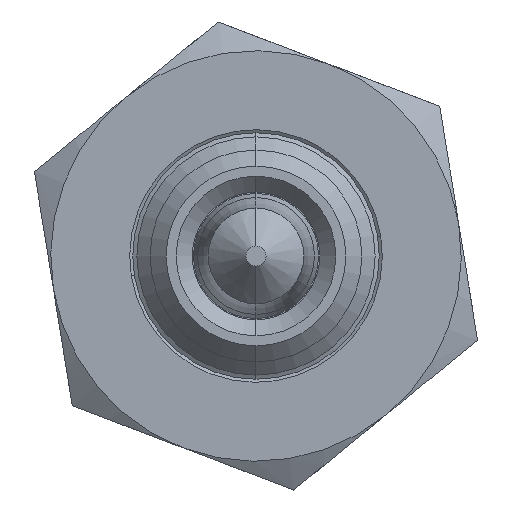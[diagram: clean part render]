
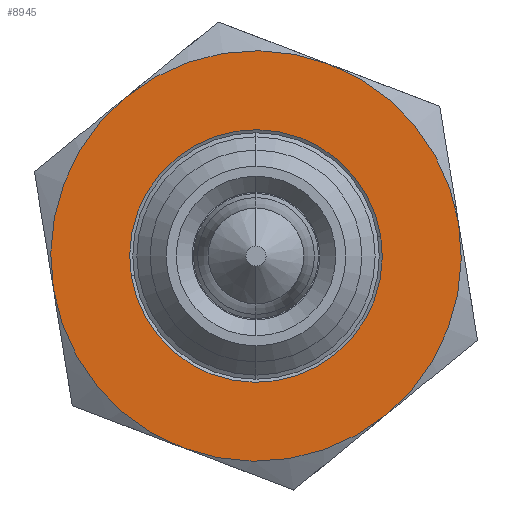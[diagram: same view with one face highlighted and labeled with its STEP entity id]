
A CAD part, left-side view. The second image highlights one B-rep face of the part: STEP entity #8945.
In plain terms, the highlighted face is planar.
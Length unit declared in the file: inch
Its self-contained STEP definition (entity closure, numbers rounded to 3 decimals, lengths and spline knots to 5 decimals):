
#1219 = VERTEX_POINT ( 'NONE', #7216 ) ;
#1220 = VERTEX_POINT ( 'NONE', #7215 ) ;
#1223 = VERTEX_POINT ( 'NONE', #5724 ) ;
#1224 = VERTEX_POINT ( 'NONE', #5722 ) ;
#1226 = VERTEX_POINT ( 'NONE', #5718 ) ;
#1227 = VERTEX_POINT ( 'NONE', #5717 ) ;
#1228 = VERTEX_POINT ( 'NONE', #5716 ) ;
#1232 = VERTEX_POINT ( 'NONE', #5712 ) ;
#3981 = AXIS2_PLACEMENT_3D ( 'NONE', #8337, #8336, #8335 ) ;
#4234 = CIRCLE ( 'NONE', #4613, 0.25591 ) ;
#4238 = CIRCLE ( 'NONE', #3981, 0.25591 ) ;
#4248 = CIRCLE ( 'NONE', #4269, 0.15748 ) ;
#4269 = AXIS2_PLACEMENT_3D ( 'NONE', #8078, #8077, #8213 ) ;
#4320 = CIRCLE ( 'NONE', #4555, 0.25591 ) ;
#4324 = CIRCLE ( 'NONE', #4335, 0.25591 ) ;
#4332 = CIRCLE ( 'NONE', #4767, 0.25591 ) ;
#4333 = CIRCLE ( 'NONE', #4413, 0.25591 ) ;
#4335 = AXIS2_PLACEMENT_3D ( 'NONE', #8326, #8324, #8323 ) ;
#4336 = CIRCLE ( 'NONE', #4749, 0.15748 ) ;
#4413 = AXIS2_PLACEMENT_3D ( 'NONE', #8334, #8332, #8331 ) ;
#4542 = AXIS2_PLACEMENT_3D ( 'NONE', #7866, #7859, #7857 ) ;
#4555 = AXIS2_PLACEMENT_3D ( 'NONE', #8321, #8320, #8319 ) ;
#4613 = AXIS2_PLACEMENT_3D ( 'NONE', #8329, #8328, #8327 ) ;
#4749 = AXIS2_PLACEMENT_3D ( 'NONE', #8311, #8309, #8307 ) ;
#4767 = AXIS2_PLACEMENT_3D ( 'NONE', #8316, #8315, #8314 ) ;
#5712 = CARTESIAN_POINT ( 'NONE',  ( 0.12795, 0.22162, 0. ) ) ;
#5716 = CARTESIAN_POINT ( 'NONE',  ( 0.12795, -0.22162, 0. ) ) ;
#5717 = CARTESIAN_POINT ( 'NONE',  ( -0.12795, -0.22162, 0. ) ) ;
#5718 = CARTESIAN_POINT ( 'NONE',  ( -0.25591, 0., 0. ) ) ;
#5722 = CARTESIAN_POINT ( 'NONE',  ( -0.12795, 0.22162, 0. ) ) ;
#5724 = CARTESIAN_POINT ( 'NONE',  ( 0.25591, 0., 0. ) ) ;
#5757 = ORIENTED_EDGE ( 'NONE', *, *, #9022, .F. ) ;
#5758 = ORIENTED_EDGE ( 'NONE', *, *, #9023, .F. ) ;
#5759 = ORIENTED_EDGE ( 'NONE', *, *, #9024, .F. ) ;
#5760 = ORIENTED_EDGE ( 'NONE', *, *, #9025, .F. ) ;
#5761 = ORIENTED_EDGE ( 'NONE', *, *, #9026, .T. ) ;
#5762 = ORIENTED_EDGE ( 'NONE', *, *, #9027, .F. ) ;
#5763 = ORIENTED_EDGE ( 'NONE', *, *, #9028, .F. ) ;
#5764 = ORIENTED_EDGE ( 'NONE', *, *, #9009, .F. ) ;
#7215 = CARTESIAN_POINT ( 'NONE',  ( 0.15748, 0., 0. ) ) ;
#7216 = CARTESIAN_POINT ( 'NONE',  ( -0.15748, 0., 0. ) ) ;
#7569 = EDGE_LOOP ( 'NONE', ( #5757, #5758, #5759, #5760, #5761, #5762 ) ) ;
#7574 = EDGE_LOOP ( 'NONE', ( #5763, #5764 ) ) ;
#7857 = DIRECTION ( 'NONE',  ( -1., 0., 0. ) ) ;
#7859 = DIRECTION ( 'NONE',  ( 0., 0., -1. ) ) ;
#7861 = PLANE ( 'NONE',  #4542 ) ;
#7862 = FACE_OUTER_BOUND ( 'NONE', #7569, .T. ) ;
#7866 = CARTESIAN_POINT ( 'NONE',  ( 0., 0.29549, 0. ) ) ;
#7871 = FACE_BOUND ( 'NONE', #7574, .T. ) ;
#8077 = DIRECTION ( 'NONE',  ( 0., 0., 1. ) ) ;
#8078 = CARTESIAN_POINT ( 'NONE',  ( 0., 0., 0. ) ) ;
#8213 = DIRECTION ( 'NONE',  ( 1., 0., 0. ) ) ;
#8307 = DIRECTION ( 'NONE',  ( 1., 0., 0. ) ) ;
#8309 = DIRECTION ( 'NONE',  ( 0., 0., 1. ) ) ;
#8311 = CARTESIAN_POINT ( 'NONE',  ( 0., 0., 0. ) ) ;
#8314 = DIRECTION ( 'NONE',  ( -1., 0., 0. ) ) ;
#8315 = DIRECTION ( 'NONE',  ( 0., 0., -1. ) ) ;
#8316 = CARTESIAN_POINT ( 'NONE',  ( 0., 0., 0. ) ) ;
#8319 = DIRECTION ( 'NONE',  ( 1., 0., 0. ) ) ;
#8320 = DIRECTION ( 'NONE',  ( 0., 0., 1. ) ) ;
#8321 = CARTESIAN_POINT ( 'NONE',  ( 0., 0., 0. ) ) ;
#8323 = DIRECTION ( 'NONE',  ( -1., 0., 0. ) ) ;
#8324 = DIRECTION ( 'NONE',  ( 0., 0., -1. ) ) ;
#8326 = CARTESIAN_POINT ( 'NONE',  ( 0., 0., 0. ) ) ;
#8327 = DIRECTION ( 'NONE',  ( -1., 0., 0. ) ) ;
#8328 = DIRECTION ( 'NONE',  ( 0., 0., -1. ) ) ;
#8329 = CARTESIAN_POINT ( 'NONE',  ( 0., 0., 0. ) ) ;
#8331 = DIRECTION ( 'NONE',  ( -1., 0., 0. ) ) ;
#8332 = DIRECTION ( 'NONE',  ( 0., 0., -1. ) ) ;
#8334 = CARTESIAN_POINT ( 'NONE',  ( 0., 0., 0. ) ) ;
#8335 = DIRECTION ( 'NONE',  ( -1., 0., 0. ) ) ;
#8336 = DIRECTION ( 'NONE',  ( 0., 0., -1. ) ) ;
#8337 = CARTESIAN_POINT ( 'NONE',  ( 0., 0., 0. ) ) ;
#8945 = ADVANCED_FACE ( 'NONE', ( #7862, #7871 ), #7861, .F. ) ;
#9009 = EDGE_CURVE ( 'NONE', #1219, #1220, #4248, .T. ) ;
#9022 = EDGE_CURVE ( 'NONE', #1226, #1224, #4238, .T. ) ;
#9023 = EDGE_CURVE ( 'NONE', #1227, #1226, #4333, .T. ) ;
#9024 = EDGE_CURVE ( 'NONE', #1228, #1227, #4234, .T. ) ;
#9025 = EDGE_CURVE ( 'NONE', #1223, #1228, #4324, .T. ) ;
#9026 = EDGE_CURVE ( 'NONE', #1223, #1232, #4320, .T. ) ;
#9027 = EDGE_CURVE ( 'NONE', #1224, #1232, #4332, .T. ) ;
#9028 = EDGE_CURVE ( 'NONE', #1220, #1219, #4336, .T. ) ;
